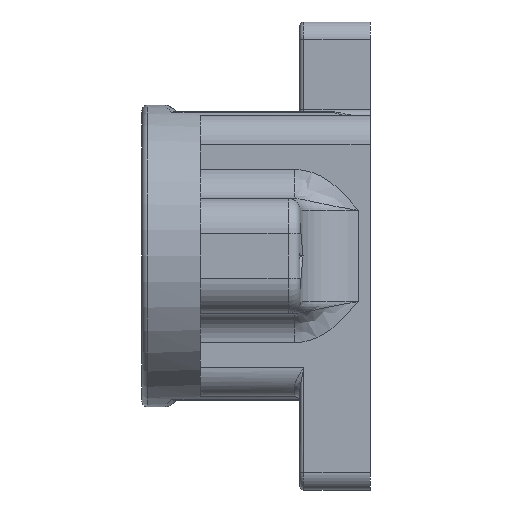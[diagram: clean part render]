
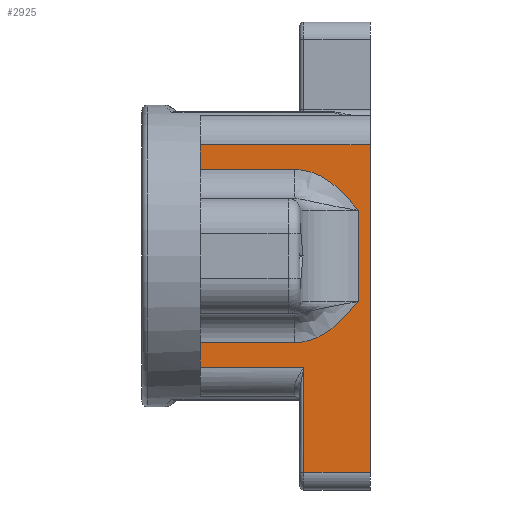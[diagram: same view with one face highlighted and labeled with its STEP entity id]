
A CAD part, left-side view. The second image highlights one B-rep face of the part: STEP entity #2925.
In plain terms, the highlighted planar face has unit normal (-1, 0, 0).
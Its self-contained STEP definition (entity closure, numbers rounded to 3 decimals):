
#1 = VECTOR ( 'NONE', #7104, 1000. ) ;
#48 = B_SPLINE_CURVE_WITH_KNOTS ( 'NONE', 3,
 ( #6412, #4608, #9747, #9032, #3064, #6673, #9869, #7310, #8026, #5565, #1287, #4548, #3887, #10537 ),
 .UNSPECIFIED., .F., .F.,
 ( 4, 2, 2, 2, 2, 2, 4 ),
 ( 0., 0.002, 0.002, 0.003, 0.005, 0.006, 0.007 ),
 .UNSPECIFIED. ) ;
#317 = EDGE_CURVE ( 'NONE', #4475, #755, #7290, .T. ) ;
#327 = LINE ( 'NONE', #2679, #4083 ) ;
#369 = DIRECTION ( 'NONE',  ( 0., 0., -1. ) ) ;
#489 = EDGE_CURVE ( 'NONE', #1368, #8695, #874, .T. ) ;
#675 = CARTESIAN_POINT ( 'NONE',  ( -12., 5.345, 7.267 ) ) ;
#712 = DIRECTION ( 'NONE',  ( 0., 0., 1. ) ) ;
#755 = VERTEX_POINT ( 'NONE', #10900 ) ;
#762 = VERTEX_POINT ( 'NONE', #10839 ) ;
#874 = LINE ( 'NONE', #1493, #10823 ) ;
#909 = CARTESIAN_POINT ( 'NONE',  ( -12., 2.496, 5.555 ) ) ;
#999 = CARTESIAN_POINT ( 'NONE',  ( -12., 14.5, 7.4 ) ) ;
#1110 = CARTESIAN_POINT ( 'NONE',  ( -12., 5.65, -12. ) ) ;
#1287 = CARTESIAN_POINT ( 'NONE',  ( -12., 5.345, -7.267 ) ) ;
#1368 = VERTEX_POINT ( 'NONE', #999 ) ;
#1420 = CARTESIAN_POINT ( 'NONE',  ( -12., 14., -9.5 ) ) ;
#1493 = CARTESIAN_POINT ( 'NONE',  ( -12., 14., 7.4 ) ) ;
#1535 = CARTESIAN_POINT ( 'NONE',  ( -12., 6.454, 7.4 ) ) ;
#1569 = CARTESIAN_POINT ( 'NONE',  ( -12., 5.65, -9.5 ) ) ;
#1798 = CARTESIAN_POINT ( 'NONE',  ( -12., 5.65, -18.5 ) ) ;
#1835 = LINE ( 'NONE', #1110, #10303 ) ;
#1941 = DIRECTION ( 'NONE',  ( 0., 1., 0. ) ) ;
#1974 = DIRECTION ( 'NONE',  ( 1., 0., 0. ) ) ;
#2042 = EDGE_LOOP ( 'NONE', ( #7905, #5661, #10331, #9540, #9661, #8962, #10768, #9120, #3331, #3482, #4384, #10031 ) ) ;
#2142 = DIRECTION ( 'NONE',  ( 0., -1., 0. ) ) ;
#2336 = CARTESIAN_POINT ( 'NONE',  ( -12., 14.5, 9.5 ) ) ;
#2517 = EDGE_CURVE ( 'NONE', #9103, #4475, #1835, .T. ) ;
#2679 = CARTESIAN_POINT ( 'NONE',  ( -12., 14., -7.4 ) ) ;
#2683 = B_SPLINE_CURVE_WITH_KNOTS ( 'NONE', 3,
 ( #3189, #6598, #4903, #675, #4075, #7496, #10889, #10053, #6860, #909, #5976, #3347, #9577, #10465 ),
 .UNSPECIFIED., .F., .F.,
 ( 4, 2, 2, 2, 2, 2, 4 ),
 ( 0., 0.001, 0.002, 0.003, 0.004, 0.005, 0.007 ),
 .UNSPECIFIED. ) ;
#2793 = CARTESIAN_POINT ( 'NONE',  ( -12., 14.5, -9.5 ) ) ;
#2849 = EDGE_CURVE ( 'NONE', #1368, #10569, #7412, .T. ) ;
#2884 = EDGE_CURVE ( 'NONE', #8823, #3832, #8580, .T. ) ;
#2925 = ADVANCED_FACE ( 'NONE', ( #3697 ), #3815, .F. ) ;
#3064 = CARTESIAN_POINT ( 'NONE',  ( -12., 2.496, -5.555 ) ) ;
#3088 = VECTOR ( 'NONE', #6393, 1000. ) ;
#3140 = CARTESIAN_POINT ( 'NONE',  ( -12., 1., -3.9 ) ) ;
#3189 = CARTESIAN_POINT ( 'NONE',  ( -12., 6.454, 7.4 ) ) ;
#3331 = ORIENTED_EDGE ( 'NONE', *, *, #7574, .T. ) ;
#3347 = CARTESIAN_POINT ( 'NONE',  ( -12., 1.722, 4.754 ) ) ;
#3400 = EDGE_CURVE ( 'NONE', #8695, #4493, #2683, .T. ) ;
#3482 = ORIENTED_EDGE ( 'NONE', *, *, #6799, .T. ) ;
#3692 = CARTESIAN_POINT ( 'NONE',  ( -12., 0., -12. ) ) ;
#3697 = FACE_OUTER_BOUND ( 'NONE', #2042, .T. ) ;
#3815 = PLANE ( 'NONE',  #7990 ) ;
#3824 = CARTESIAN_POINT ( 'NONE',  ( -12., 0., -18.5 ) ) ;
#3832 = VERTEX_POINT ( 'NONE', #8841 ) ;
#3887 = CARTESIAN_POINT ( 'NONE',  ( -12., 6.171, -7.4 ) ) ;
#3893 = VECTOR ( 'NONE', #2142, 1000. ) ;
#3909 = CARTESIAN_POINT ( 'NONE',  ( -12., 6.454, -7.4 ) ) ;
#4075 = CARTESIAN_POINT ( 'NONE',  ( -12., 5.074, 7.188 ) ) ;
#4083 = VECTOR ( 'NONE', #1941, 1000. ) ;
#4384 = ORIENTED_EDGE ( 'NONE', *, *, #7769, .T. ) ;
#4475 = VERTEX_POINT ( 'NONE', #1798 ) ;
#4493 = VERTEX_POINT ( 'NONE', #8607 ) ;
#4548 = CARTESIAN_POINT ( 'NONE',  ( -12., 5.893, -7.372 ) ) ;
#4591 = VECTOR ( 'NONE', #9354, 1000. ) ;
#4608 = CARTESIAN_POINT ( 'NONE',  ( -12., 1.36, -4.326 ) ) ;
#4795 = VECTOR ( 'NONE', #9883, 1000. ) ;
#4903 = CARTESIAN_POINT ( 'NONE',  ( -12., 5.893, 7.372 ) ) ;
#5115 = LINE ( 'NONE', #10819, #8545 ) ;
#5565 = CARTESIAN_POINT ( 'NONE',  ( -12., 5.074, -7.188 ) ) ;
#5661 = ORIENTED_EDGE ( 'NONE', *, *, #2517, .T. ) ;
#5799 = DIRECTION ( 'NONE',  ( 0., 1., 0. ) ) ;
#5946 = EDGE_CURVE ( 'NONE', #8823, #9103, #9778, .T. ) ;
#5976 = CARTESIAN_POINT ( 'NONE',  ( -12., 2.298, 5.359 ) ) ;
#6012 = DIRECTION ( 'NONE',  ( 0., 0., -1. ) ) ;
#6393 = DIRECTION ( 'NONE',  ( 0., -1., 0. ) ) ;
#6412 = CARTESIAN_POINT ( 'NONE',  ( -12., 1., -3.9 ) ) ;
#6449 = EDGE_CURVE ( 'NONE', #762, #10569, #5115, .T. ) ;
#6598 = CARTESIAN_POINT ( 'NONE',  ( -12., 6.171, 7.4 ) ) ;
#6673 = CARTESIAN_POINT ( 'NONE',  ( -12., 2.909, -5.931 ) ) ;
#6799 = EDGE_CURVE ( 'NONE', #8456, #7455, #48, .T. ) ;
#6860 = CARTESIAN_POINT ( 'NONE',  ( -12., 2.909, 5.931 ) ) ;
#7034 = EDGE_CURVE ( 'NONE', #755, #762, #10562, .T. ) ;
#7104 = DIRECTION ( 'NONE',  ( 0., 0., 1. ) ) ;
#7290 = LINE ( 'NONE', #3824, #3088 ) ;
#7310 = CARTESIAN_POINT ( 'NONE',  ( -12., 3.803, -6.612 ) ) ;
#7327 = LINE ( 'NONE', #10719, #4795 ) ;
#7409 = DIRECTION ( 'NONE',  ( 0., -1., 0. ) ) ;
#7412 = LINE ( 'NONE', #10963, #10852 ) ;
#7455 = VERTEX_POINT ( 'NONE', #3909 ) ;
#7496 = CARTESIAN_POINT ( 'NONE',  ( -12., 4.285, 6.89 ) ) ;
#7574 = EDGE_CURVE ( 'NONE', #4493, #8456, #7327, .T. ) ;
#7769 = EDGE_CURVE ( 'NONE', #7455, #3832, #327, .T. ) ;
#7905 = ORIENTED_EDGE ( 'NONE', *, *, #5946, .T. ) ;
#7990 = AXIS2_PLACEMENT_3D ( 'NONE', #9625, #1974, #369 ) ;
#8026 = CARTESIAN_POINT ( 'NONE',  ( -12., 4.285, -6.89 ) ) ;
#8456 = VERTEX_POINT ( 'NONE', #3140 ) ;
#8545 = VECTOR ( 'NONE', #5799, 1000. ) ;
#8580 = LINE ( 'NONE', #8632, #4591 ) ;
#8607 = CARTESIAN_POINT ( 'NONE',  ( -12., 1., 3.9 ) ) ;
#8632 = CARTESIAN_POINT ( 'NONE',  ( -12., 14.5, -9.5 ) ) ;
#8695 = VERTEX_POINT ( 'NONE', #1535 ) ;
#8823 = VERTEX_POINT ( 'NONE', #2793 ) ;
#8841 = CARTESIAN_POINT ( 'NONE',  ( -12., 14.5, -7.4 ) ) ;
#8962 = ORIENTED_EDGE ( 'NONE', *, *, #2849, .F. ) ;
#9032 = CARTESIAN_POINT ( 'NONE',  ( -12., 2.298, -5.359 ) ) ;
#9103 = VERTEX_POINT ( 'NONE', #1569 ) ;
#9120 = ORIENTED_EDGE ( 'NONE', *, *, #3400, .T. ) ;
#9354 = DIRECTION ( 'NONE',  ( 0., 0., 1. ) ) ;
#9540 = ORIENTED_EDGE ( 'NONE', *, *, #7034, .T. ) ;
#9577 = CARTESIAN_POINT ( 'NONE',  ( -12., 1.36, 4.326 ) ) ;
#9625 = CARTESIAN_POINT ( 'NONE',  ( -12., 14., -12. ) ) ;
#9661 = ORIENTED_EDGE ( 'NONE', *, *, #6449, .T. ) ;
#9747 = CARTESIAN_POINT ( 'NONE',  ( -12., 1.722, -4.754 ) ) ;
#9778 = LINE ( 'NONE', #1420, #3893 ) ;
#9869 = CARTESIAN_POINT ( 'NONE',  ( -12., 3.125, -6.111 ) ) ;
#9883 = DIRECTION ( 'NONE',  ( 0., 0., -1. ) ) ;
#10031 = ORIENTED_EDGE ( 'NONE', *, *, #2884, .F. ) ;
#10053 = CARTESIAN_POINT ( 'NONE',  ( -12., 3.125, 6.111 ) ) ;
#10303 = VECTOR ( 'NONE', #6012, 1000. ) ;
#10331 = ORIENTED_EDGE ( 'NONE', *, *, #317, .T. ) ;
#10465 = CARTESIAN_POINT ( 'NONE',  ( -12., 1., 3.9 ) ) ;
#10537 = CARTESIAN_POINT ( 'NONE',  ( -12., 6.454, -7.4 ) ) ;
#10562 = LINE ( 'NONE', #3692, #1 ) ;
#10569 = VERTEX_POINT ( 'NONE', #2336 ) ;
#10719 = CARTESIAN_POINT ( 'NONE',  ( -12., 1., -4.9 ) ) ;
#10768 = ORIENTED_EDGE ( 'NONE', *, *, #489, .T. ) ;
#10819 = CARTESIAN_POINT ( 'NONE',  ( -12., 14., 9.5 ) ) ;
#10823 = VECTOR ( 'NONE', #7409, 1000. ) ;
#10839 = CARTESIAN_POINT ( 'NONE',  ( -12., 0., 9.5 ) ) ;
#10852 = VECTOR ( 'NONE', #712, 1000. ) ;
#10889 = CARTESIAN_POINT ( 'NONE',  ( -12., 3.803, 6.612 ) ) ;
#10900 = CARTESIAN_POINT ( 'NONE',  ( -12., 0., -18.5 ) ) ;
#10963 = CARTESIAN_POINT ( 'NONE',  ( -12., 14.5, 7.4 ) ) ;
